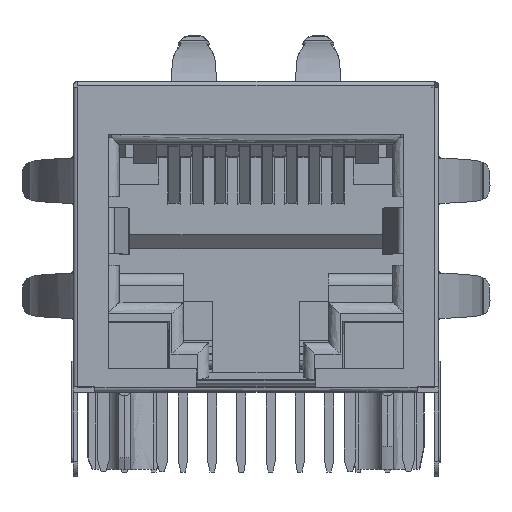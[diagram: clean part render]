
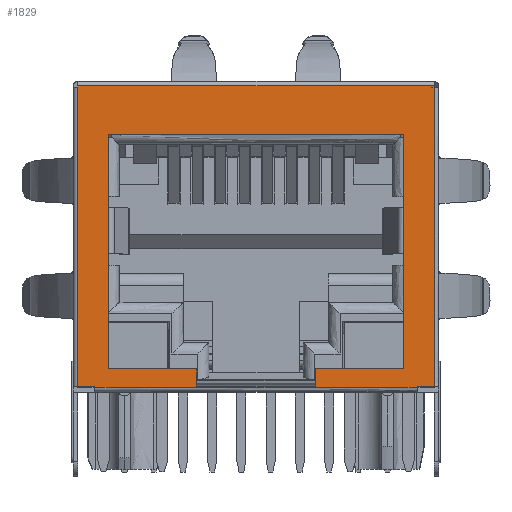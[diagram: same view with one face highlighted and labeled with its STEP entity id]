
A CAD part, top view. The second image highlights one B-rep face of the part: STEP entity #1829.
In plain terms, the highlighted planar face has unit normal (0, 0, 1).
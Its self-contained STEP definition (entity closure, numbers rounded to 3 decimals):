
#1640=AXIS2_PLACEMENT_3D('Plane Axis2P3D',#1637,#1638,#1639) ;
#737=CARTESIAN_POINT('Vertex',(3.74,4.65,0.)) ;
#772=CARTESIAN_POINT('Vertex',(3.74,9.65,0.)) ;
#775=CARTESIAN_POINT('Line Origine',(3.74,7.15,0.)) ;
#937=CARTESIAN_POINT('Line Origine',(5.662,4.65,0.)) ;
#941=CARTESIAN_POINT('Vertex',(7.585,4.65,0.)) ;
#1492=CARTESIAN_POINT('Vertex',(3.775,9.65,0.)) ;
#1495=CARTESIAN_POINT('Line Origine',(3.758,9.65,0.)) ;
#1637=CARTESIAN_POINT('Axis2P3D Location',(2.42,3.85,0.)) ;
#1642=CARTESIAN_POINT('Line Origine',(16.6,7.15,0.)) ;
#1646=CARTESIAN_POINT('Vertex',(16.6,9.65,0.)) ;
#1648=CARTESIAN_POINT('Vertex',(16.6,4.65,0.)) ;
#1651=CARTESIAN_POINT('Line Origine',(14.675,4.65,0.)) ;
#1655=CARTESIAN_POINT('Vertex',(12.75,4.65,0.)) ;
#1658=CARTESIAN_POINT('Line Origine',(12.75,4.25,0.)) ;
#1662=CARTESIAN_POINT('Vertex',(12.75,3.85,0.)) ;
#1665=CARTESIAN_POINT('Line Origine',(14.96,3.85,0.)) ;
#1669=CARTESIAN_POINT('Vertex',(17.17,3.85,0.)) ;
#1672=CARTESIAN_POINT('Line Origine',(17.17,3.875,0.)) ;
#1676=CARTESIAN_POINT('Vertex',(17.17,3.9,0.)) ;
#1679=CARTESIAN_POINT('Line Origine',(17.545,3.9,0.)) ;
#1683=CARTESIAN_POINT('Vertex',(17.92,3.9,0.)) ;
#1686=CARTESIAN_POINT('Line Origine',(17.92,10.4,0.)) ;
#1690=CARTESIAN_POINT('Vertex',(17.92,16.9,0.)) ;
#1693=CARTESIAN_POINT('Line Origine',(17.92,16.925,0.)) ;
#1697=CARTESIAN_POINT('Vertex',(17.92,16.95,0.)) ;
#1700=CARTESIAN_POINT('Line Origine',(10.17,16.95,0.)) ;
#1704=CARTESIAN_POINT('Vertex',(2.42,16.95,0.)) ;
#1707=CARTESIAN_POINT('Line Origine',(2.42,16.925,0.)) ;
#1711=CARTESIAN_POINT('Vertex',(2.42,16.9,0.)) ;
#1714=CARTESIAN_POINT('Line Origine',(2.42,10.4,0.)) ;
#1718=CARTESIAN_POINT('Vertex',(2.42,3.9,0.)) ;
#1721=CARTESIAN_POINT('Line Origine',(2.795,3.9,0.)) ;
#1725=CARTESIAN_POINT('Vertex',(3.17,3.9,0.)) ;
#1728=CARTESIAN_POINT('Line Origine',(3.17,3.875,0.)) ;
#1732=CARTESIAN_POINT('Vertex',(3.17,3.85,0.)) ;
#1735=CARTESIAN_POINT('Line Origine',(5.378,3.85,0.)) ;
#1739=CARTESIAN_POINT('Vertex',(7.585,3.85,0.)) ;
#1742=CARTESIAN_POINT('Line Origine',(7.585,4.25,0.)) ;
#1747=CARTESIAN_POINT('Line Origine',(3.775,10.65,0.)) ;
#1751=CARTESIAN_POINT('Vertex',(3.775,11.65,0.)) ;
#1754=CARTESIAN_POINT('Line Origine',(3.758,11.65,0.)) ;
#1758=CARTESIAN_POINT('Vertex',(3.74,11.65,0.)) ;
#1761=CARTESIAN_POINT('Line Origine',(3.74,13.25,0.)) ;
#1765=CARTESIAN_POINT('Vertex',(3.74,14.85,0.)) ;
#1768=CARTESIAN_POINT('Line Origine',(10.17,14.85,0.)) ;
#1772=CARTESIAN_POINT('Vertex',(16.6,14.85,0.)) ;
#1775=CARTESIAN_POINT('Line Origine',(16.6,13.25,0.)) ;
#1779=CARTESIAN_POINT('Vertex',(16.6,11.65,0.)) ;
#1782=CARTESIAN_POINT('Line Origine',(16.582,11.65,0.)) ;
#1786=CARTESIAN_POINT('Vertex',(16.565,11.65,0.)) ;
#1789=CARTESIAN_POINT('Line Origine',(16.565,10.65,0.)) ;
#1793=CARTESIAN_POINT('Vertex',(16.565,9.65,0.)) ;
#1796=CARTESIAN_POINT('Line Origine',(16.582,9.65,0.)) ;
#776=DIRECTION('Vector Direction',(0.,1.,0.)) ;
#938=DIRECTION('Vector Direction',(-1.,0.,0.)) ;
#1496=DIRECTION('Vector Direction',(-1.,0.,0.)) ;
#1638=DIRECTION('Axis2P3D Direction',(0.,0.,1.)) ;
#1639=DIRECTION('Axis2P3D XDirection',(1.,0.,0.)) ;
#1643=DIRECTION('Vector Direction',(0.,-1.,0.)) ;
#1652=DIRECTION('Vector Direction',(-1.,0.,0.)) ;
#1659=DIRECTION('Vector Direction',(0.,-1.,0.)) ;
#1666=DIRECTION('Vector Direction',(-1.,0.,0.)) ;
#1673=DIRECTION('Vector Direction',(0.,1.,0.)) ;
#1680=DIRECTION('Vector Direction',(1.,0.,0.)) ;
#1687=DIRECTION('Vector Direction',(0.,-1.,0.)) ;
#1694=DIRECTION('Vector Direction',(0.,1.,0.)) ;
#1701=DIRECTION('Vector Direction',(1.,0.,0.)) ;
#1708=DIRECTION('Vector Direction',(0.,-1.,0.)) ;
#1715=DIRECTION('Vector Direction',(0.,1.,0.)) ;
#1722=DIRECTION('Vector Direction',(-1.,0.,0.)) ;
#1729=DIRECTION('Vector Direction',(0.,-1.,0.)) ;
#1736=DIRECTION('Vector Direction',(-1.,0.,0.)) ;
#1743=DIRECTION('Vector Direction',(0.,1.,0.)) ;
#1748=DIRECTION('Vector Direction',(0.,-1.,0.)) ;
#1755=DIRECTION('Vector Direction',(1.,0.,0.)) ;
#1762=DIRECTION('Vector Direction',(0.,1.,0.)) ;
#1769=DIRECTION('Vector Direction',(1.,0.,0.)) ;
#1776=DIRECTION('Vector Direction',(0.,-1.,0.)) ;
#1783=DIRECTION('Vector Direction',(1.,0.,0.)) ;
#1790=DIRECTION('Vector Direction',(0.,1.,0.)) ;
#1797=DIRECTION('Vector Direction',(-1.,0.,0.)) ;
#777=VECTOR('Line Direction',#776,1.) ;
#939=VECTOR('Line Direction',#938,1.) ;
#1497=VECTOR('Line Direction',#1496,1.) ;
#1644=VECTOR('Line Direction',#1643,1.) ;
#1653=VECTOR('Line Direction',#1652,1.) ;
#1660=VECTOR('Line Direction',#1659,1.) ;
#1667=VECTOR('Line Direction',#1666,1.) ;
#1674=VECTOR('Line Direction',#1673,1.) ;
#1681=VECTOR('Line Direction',#1680,1.) ;
#1688=VECTOR('Line Direction',#1687,1.) ;
#1695=VECTOR('Line Direction',#1694,1.) ;
#1702=VECTOR('Line Direction',#1701,1.) ;
#1709=VECTOR('Line Direction',#1708,1.) ;
#1716=VECTOR('Line Direction',#1715,1.) ;
#1723=VECTOR('Line Direction',#1722,1.) ;
#1730=VECTOR('Line Direction',#1729,1.) ;
#1737=VECTOR('Line Direction',#1736,1.) ;
#1744=VECTOR('Line Direction',#1743,1.) ;
#1749=VECTOR('Line Direction',#1748,1.) ;
#1756=VECTOR('Line Direction',#1755,1.) ;
#1763=VECTOR('Line Direction',#1762,1.) ;
#1770=VECTOR('Line Direction',#1769,1.) ;
#1777=VECTOR('Line Direction',#1776,1.) ;
#1784=VECTOR('Line Direction',#1783,1.) ;
#1791=VECTOR('Line Direction',#1790,1.) ;
#1798=VECTOR('Line Direction',#1797,1.) ;
#1802=ORIENTED_EDGE('',*,*,#1650,.T.) ;
#1803=ORIENTED_EDGE('',*,*,#1657,.T.) ;
#1804=ORIENTED_EDGE('',*,*,#1664,.T.) ;
#1805=ORIENTED_EDGE('',*,*,#1671,.F.) ;
#1806=ORIENTED_EDGE('',*,*,#1678,.T.) ;
#1807=ORIENTED_EDGE('',*,*,#1685,.T.) ;
#1808=ORIENTED_EDGE('',*,*,#1692,.T.) ;
#1809=ORIENTED_EDGE('',*,*,#1699,.T.) ;
#1810=ORIENTED_EDGE('',*,*,#1706,.F.) ;
#1811=ORIENTED_EDGE('',*,*,#1713,.T.) ;
#1812=ORIENTED_EDGE('',*,*,#1720,.F.) ;
#1813=ORIENTED_EDGE('',*,*,#1727,.F.) ;
#1814=ORIENTED_EDGE('',*,*,#1734,.T.) ;
#1815=ORIENTED_EDGE('',*,*,#1741,.F.) ;
#1816=ORIENTED_EDGE('',*,*,#1746,.T.) ;
#1817=ORIENTED_EDGE('',*,*,#943,.T.) ;
#1818=ORIENTED_EDGE('',*,*,#779,.T.) ;
#1819=ORIENTED_EDGE('',*,*,#1499,.F.) ;
#1820=ORIENTED_EDGE('',*,*,#1753,.F.) ;
#1821=ORIENTED_EDGE('',*,*,#1760,.F.) ;
#1822=ORIENTED_EDGE('',*,*,#1767,.T.) ;
#1823=ORIENTED_EDGE('',*,*,#1774,.T.) ;
#1824=ORIENTED_EDGE('',*,*,#1781,.T.) ;
#1825=ORIENTED_EDGE('',*,*,#1788,.F.) ;
#1826=ORIENTED_EDGE('',*,*,#1795,.F.) ;
#1827=ORIENTED_EDGE('',*,*,#1800,.F.) ;
#1829=ADVANCED_FACE('ACIS Solid_45',(#1828),#1641,.T.) ;
#779=EDGE_CURVE('',#738,#773,#778,.T.) ;
#943=EDGE_CURVE('',#942,#738,#940,.T.) ;
#1499=EDGE_CURVE('',#1493,#773,#1498,.T.) ;
#1650=EDGE_CURVE('',#1647,#1649,#1645,.T.) ;
#1657=EDGE_CURVE('',#1649,#1656,#1654,.T.) ;
#1664=EDGE_CURVE('',#1656,#1663,#1661,.T.) ;
#1671=EDGE_CURVE('',#1670,#1663,#1668,.T.) ;
#1678=EDGE_CURVE('',#1670,#1677,#1675,.T.) ;
#1685=EDGE_CURVE('',#1677,#1684,#1682,.T.) ;
#1692=EDGE_CURVE('',#1684,#1691,#1689,.F.) ;
#1699=EDGE_CURVE('',#1691,#1698,#1696,.T.) ;
#1706=EDGE_CURVE('',#1705,#1698,#1703,.T.) ;
#1713=EDGE_CURVE('',#1705,#1712,#1710,.T.) ;
#1720=EDGE_CURVE('',#1719,#1712,#1717,.T.) ;
#1727=EDGE_CURVE('',#1726,#1719,#1724,.T.) ;
#1734=EDGE_CURVE('',#1726,#1733,#1731,.T.) ;
#1741=EDGE_CURVE('',#1740,#1733,#1738,.T.) ;
#1746=EDGE_CURVE('',#1740,#942,#1745,.T.) ;
#1753=EDGE_CURVE('',#1752,#1493,#1750,.T.) ;
#1760=EDGE_CURVE('',#1759,#1752,#1757,.T.) ;
#1767=EDGE_CURVE('',#1759,#1766,#1764,.T.) ;
#1774=EDGE_CURVE('',#1766,#1773,#1771,.T.) ;
#1781=EDGE_CURVE('',#1773,#1780,#1778,.T.) ;
#1788=EDGE_CURVE('',#1787,#1780,#1785,.T.) ;
#1795=EDGE_CURVE('',#1794,#1787,#1792,.T.) ;
#1800=EDGE_CURVE('',#1647,#1794,#1799,.T.) ;
#1801=EDGE_LOOP('',(#1802,#1803,#1804,#1805,#1806,#1807,#1808,#1809,#1810,#1811,#1812,#1813,#1814,#1815,#1816,#1817,#1818,#1819,#1820,#1821,#1822,#1823,#1824,#1825,#1826,#1827)) ;
#1828=FACE_OUTER_BOUND('',#1801,.T.) ;
#778=LINE('Line',#775,#777) ;
#940=LINE('Line',#937,#939) ;
#1498=LINE('Line',#1495,#1497) ;
#1645=LINE('Line',#1642,#1644) ;
#1654=LINE('Line',#1651,#1653) ;
#1661=LINE('Line',#1658,#1660) ;
#1668=LINE('Line',#1665,#1667) ;
#1675=LINE('Line',#1672,#1674) ;
#1682=LINE('Line',#1679,#1681) ;
#1689=LINE('Line',#1686,#1688) ;
#1696=LINE('Line',#1693,#1695) ;
#1703=LINE('Line',#1700,#1702) ;
#1710=LINE('Line',#1707,#1709) ;
#1717=LINE('Line',#1714,#1716) ;
#1724=LINE('Line',#1721,#1723) ;
#1731=LINE('Line',#1728,#1730) ;
#1738=LINE('Line',#1735,#1737) ;
#1745=LINE('Line',#1742,#1744) ;
#1750=LINE('Line',#1747,#1749) ;
#1757=LINE('Line',#1754,#1756) ;
#1764=LINE('Line',#1761,#1763) ;
#1771=LINE('Line',#1768,#1770) ;
#1778=LINE('Line',#1775,#1777) ;
#1785=LINE('Line',#1782,#1784) ;
#1792=LINE('Line',#1789,#1791) ;
#1799=LINE('Line',#1796,#1798) ;
#1641=PLANE('',#1640) ;
#738=VERTEX_POINT('',#737) ;
#773=VERTEX_POINT('',#772) ;
#942=VERTEX_POINT('',#941) ;
#1493=VERTEX_POINT('',#1492) ;
#1647=VERTEX_POINT('',#1646) ;
#1649=VERTEX_POINT('',#1648) ;
#1656=VERTEX_POINT('',#1655) ;
#1663=VERTEX_POINT('',#1662) ;
#1670=VERTEX_POINT('',#1669) ;
#1677=VERTEX_POINT('',#1676) ;
#1684=VERTEX_POINT('',#1683) ;
#1691=VERTEX_POINT('',#1690) ;
#1698=VERTEX_POINT('',#1697) ;
#1705=VERTEX_POINT('',#1704) ;
#1712=VERTEX_POINT('',#1711) ;
#1719=VERTEX_POINT('',#1718) ;
#1726=VERTEX_POINT('',#1725) ;
#1733=VERTEX_POINT('',#1732) ;
#1740=VERTEX_POINT('',#1739) ;
#1752=VERTEX_POINT('',#1751) ;
#1759=VERTEX_POINT('',#1758) ;
#1766=VERTEX_POINT('',#1765) ;
#1773=VERTEX_POINT('',#1772) ;
#1780=VERTEX_POINT('',#1779) ;
#1787=VERTEX_POINT('',#1786) ;
#1794=VERTEX_POINT('',#1793) ;
